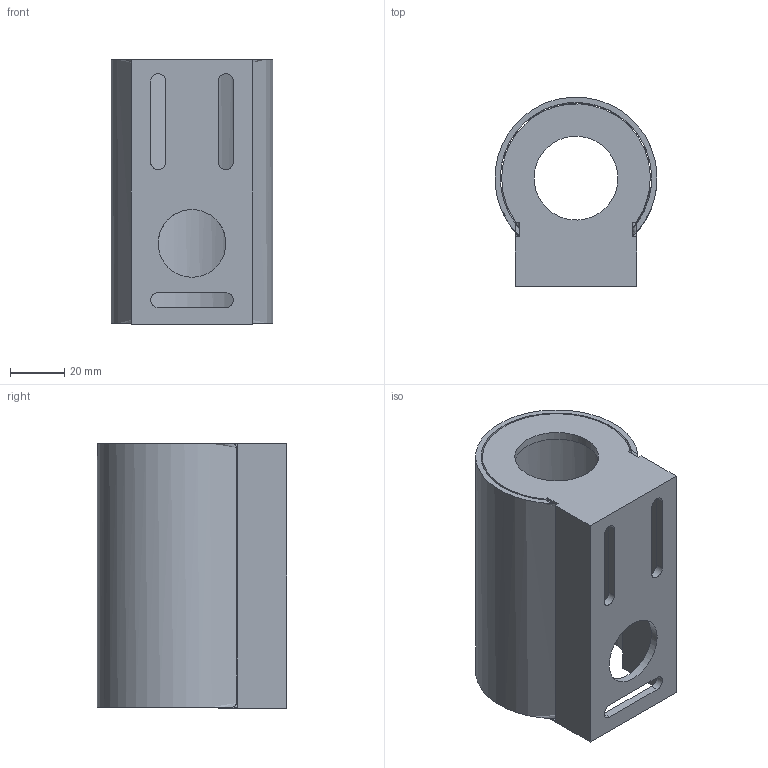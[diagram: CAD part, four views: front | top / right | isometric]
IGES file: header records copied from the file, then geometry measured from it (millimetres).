
Global section: file name: SBT-BW2-M30; native system: Autodesk Inventor 2025; preprocessor: unknown; author: ck; organization: di-soric GmbH & Co. KG; date: 20250417.082425; units: millimetre
Bounding box: 59.87 x 69.93 x 98 mm (x, y, z)
Volume: 54254 mm3; surface area: 49892.4 mm2
Topology: 2 solids, 2 shells, 48 faces, 133 edges, 89 vertices
Faces by surface type: bspline 48
